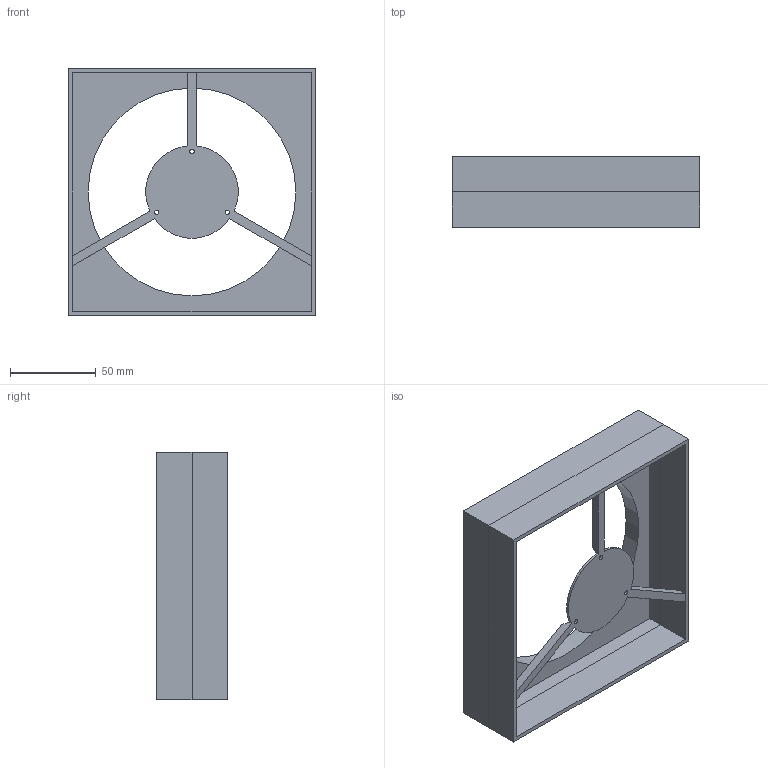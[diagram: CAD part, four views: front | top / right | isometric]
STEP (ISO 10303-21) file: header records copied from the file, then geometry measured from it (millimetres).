
FILE_DESCRIPTION(/* description */ (''),/* implementation_level */ '2;1');
FILE_NAME(/* name */ 'My Solder Fume Extractor.step',/* time_stamp */ '2024-07-08T15:09:13+02:00',/* author */ (''),/* organization */ (''),/* preprocessor_version */ 'ST-DEVELOPER v20',/* originating_system */ 'Autodesk Translation Framework v13.14.0.145',/* authorisation */ '');
FILE_SCHEMA (('AUTOMOTIVE_DESIGN { 1 0 10303 214 3 1 1 }'));
Length unit declared in the file: millimetre
Products named in the file (1): Fume Extractor v0.1
Bounding box: 144.5 x 41.5 x 144.5 mm (x, y, z)
Volume: 156814.7 mm3; surface area: 74700.2 mm2
Topology: 3 solids, 3 shells, 53 faces, 120 edges, 78 vertices
Faces by surface type: plane 39, cylinder 11, cone 3
Full cylindrical faces by diameter (mm): 2.5 x3, 2.8 x3, 121.25 x1, 134.5 x1
Entity records: 1519 total; most frequent: CARTESIAN_POINT 264, DIRECTION 250, ORIENTED_EDGE 240, EDGE_CURVE 120, LINE 86, VECTOR 86, AXIS2_PLACEMENT_3D 82, VERTEX_POINT 78
